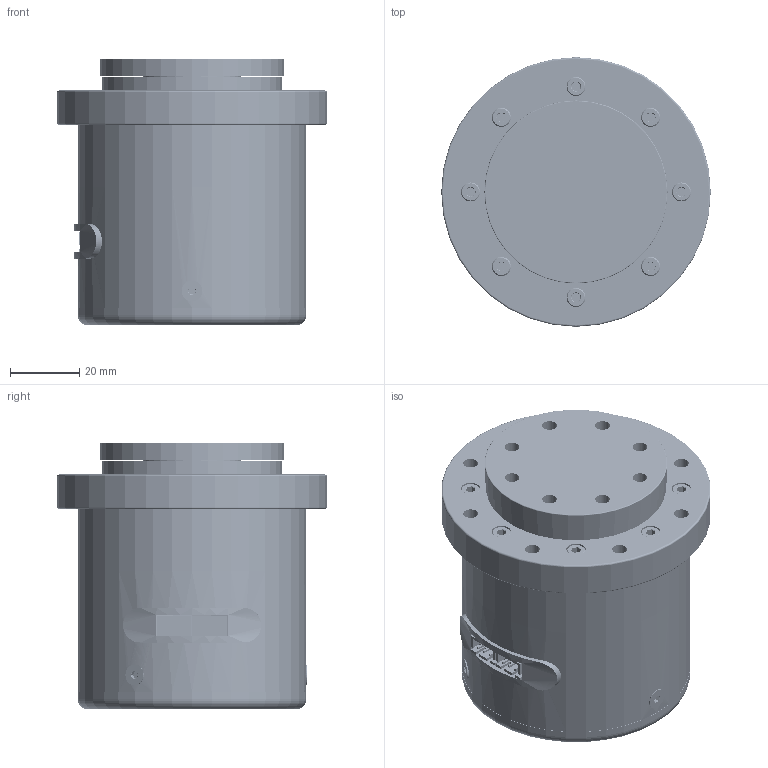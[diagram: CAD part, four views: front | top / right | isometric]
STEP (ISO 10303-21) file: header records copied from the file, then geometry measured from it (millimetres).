
FILE_DESCRIPTION(/* description */ (''),/* implementation_level */ '2;1');
FILE_NAME(/* name */ 'mercury_3d.step',/* time_stamp */ '2019-02-24T14:22:13+01:00',/* author */ ('wigir'),/* organization */ (''),/* preprocessor_version */ 'ST-DEVELOPER v17.2',/* originating_system */ 'Autodesk Translation Framework v7.6.0.251',/* authorisation */ '');
FILE_SCHEMA (('AUTOMOTIVE_DESIGN { 1 0 10303 214 3 1 1 }'));
Length unit declared in the file: millimetre
Products named in the file (15): Mercury CR V7; CircularSpline; Motor housing; Motor housing lid; Connection bevel; M3x5 CS; B3B-XH-A; M3x30 allen cap; Horn housing CR; RB2508 assembly; Inner ring; Bearing cover; Outer ring; Horn CR; Shaft CR
Assembly tree (24 placements, depth 3):
  Mercury CR V7
    CircularSpline
    Motor housing
    Motor housing lid
    M3x30 allen cap  x8
    Connection bevel
    M3x5 CS  x3
    B3B-XH-A  x2
    Horn housing CR
    RB2508 assembly
      Inner ring
      Bearing cover
      Outer ring
    Horn CR
    Shaft CR
Bounding box: 78 x 78 x 77.25 mm (x, y, z)
Volume: 117910.1 mm3; surface area: 74366.2 mm2
Topology: 24 solids, 24 shells, 1339 faces, 3657 edges, 2427 vertices
Faces by surface type: cylinder 858, plane 316, cone 120, bspline 35, sphere 6, torus 4
Full cylindrical faces by diameter (mm): 2 x4, 2.35 x295, 2.529 x46, 3 x326, 3.086 x32, 4.234 x16, 5.5 x8, 5.6 x8, 6 x8, 8 x1, 10 x1, 25 x2, 28.5 x3, 35.5 x2, 39 x1, 41 x2, 45 x1, 52 x1, 53 x1, 53.046 x1, 56 x3, 62 x1, 66 x2, 66.2 x1, 78 x1
Entity records: 31128 total; most frequent: CARTESIAN_POINT 17716, ORIENTED_EDGE 2780, DIRECTION 2484, EDGE_CURVE 1390, AXIS2_PLACEMENT_3D 972, VERTEX_POINT 943, EDGE_LOOP 671, LINE 540
